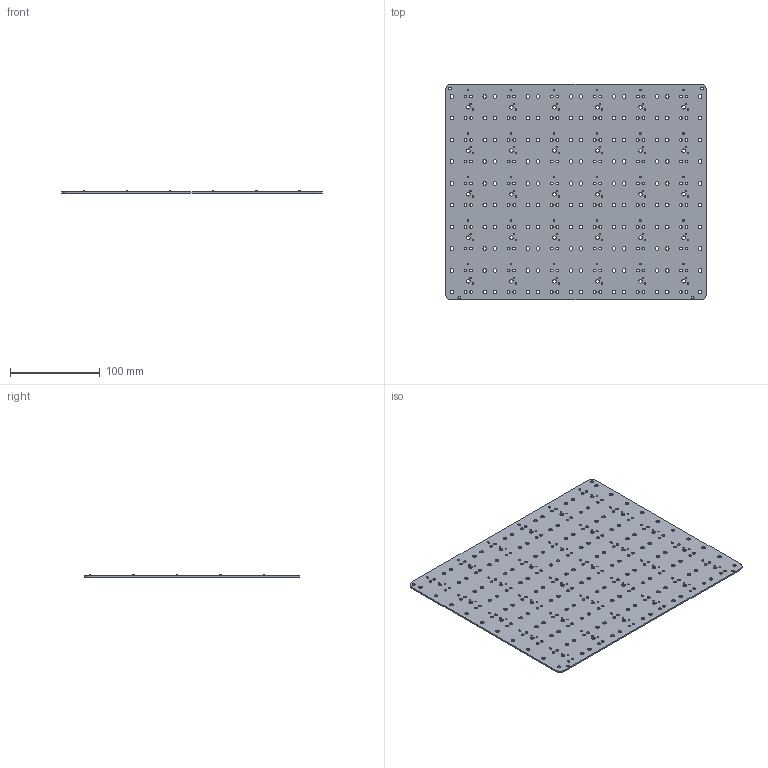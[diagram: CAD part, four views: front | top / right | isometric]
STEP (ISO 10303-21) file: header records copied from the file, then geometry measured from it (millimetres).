
FILE_DESCRIPTION(('KiCad electronic assembly'),'2;1');
FILE_NAME('Smartboard.step','2025-03-21T14:50:35',('Pcbnew'),('Kicad'), 'Open CASCADE STEP processor 7.7','KiCad to STEP converter','Unknown' );
FILE_SCHEMA(('AUTOMOTIVE_DESIGN { 1 0 10303 214 1 1 1 1 }'));
Length unit declared in the file: millimetre
Products named in the file (4): Smartboard 1; D_0805_2012Metric; D_0805; Smartboard_PCB
Assembly tree (32 placements, depth 3):
  Smartboard 1
    D_0805_2012Metric  x30
      D_0805
    Smartboard_PCB
Bounding box: 290 x 240 x 2.45 mm (x, y, z)
Volume: 106707.7 mm3; surface area: 140674.5 mm2
Topology: 31 solids, 31 shells, 1514 faces, 4266 edges, 2844 vertices
Faces by surface type: cylinder 758, plane 756
Full cylindrical faces by diameter (mm): 1.5 x60, 3.05 x124, 4 x150
Entity records: 15180 total; most frequent: DIRECTION 2654, CARTESIAN_POINT 2362, ORIENTED_EDGE 2268, EDGE_CURVE 1134, AXIS2_PLACEMENT_3D 1112, FACE_BOUND 1052, EDGE_LOOP 1052, VERTEX_POINT 756
